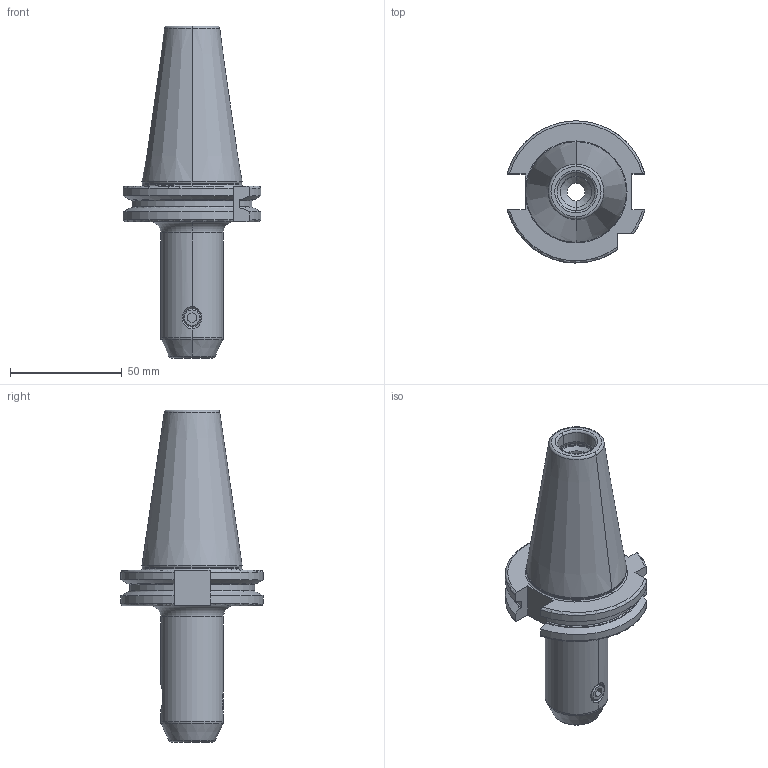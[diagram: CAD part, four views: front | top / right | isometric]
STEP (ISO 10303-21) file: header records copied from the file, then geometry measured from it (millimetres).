
FILE_DESCRIPTION((''),'2;1');
FILE_NAME('402_04_08_1','2020-07-08T',('104091'),(''),'CREO PARAMETRIC BY PTC INC, 2015290','CREO PARAMETRIC BY PTC INC, 2015290','');
FILE_SCHEMA(('CONFIG_CONTROL_DESIGN'));
Length unit declared in the file: millimetre
Products named in the file (1): 402_04_08_1
Bounding box: 61.48 x 63.54 x 148.4 mm (x, y, z)
Volume: 130117 mm3; surface area: 27388.8 mm2
Topology: 1 solids, 1 shells, 119 faces, 296 edges, 184 vertices
Faces by surface type: torus 34, plane 28, cone 28, cylinder 27, sphere 2
Entity records: 3858 total; most frequent: CARTESIAN_POINT 992, DIRECTION 624, ORIENTED_EDGE 574, EDGE_CURVE 287, AXIS2_PLACEMENT_3D 253, VERTEX_POINT 174, CIRCLE 131, EDGE_LOOP 125
